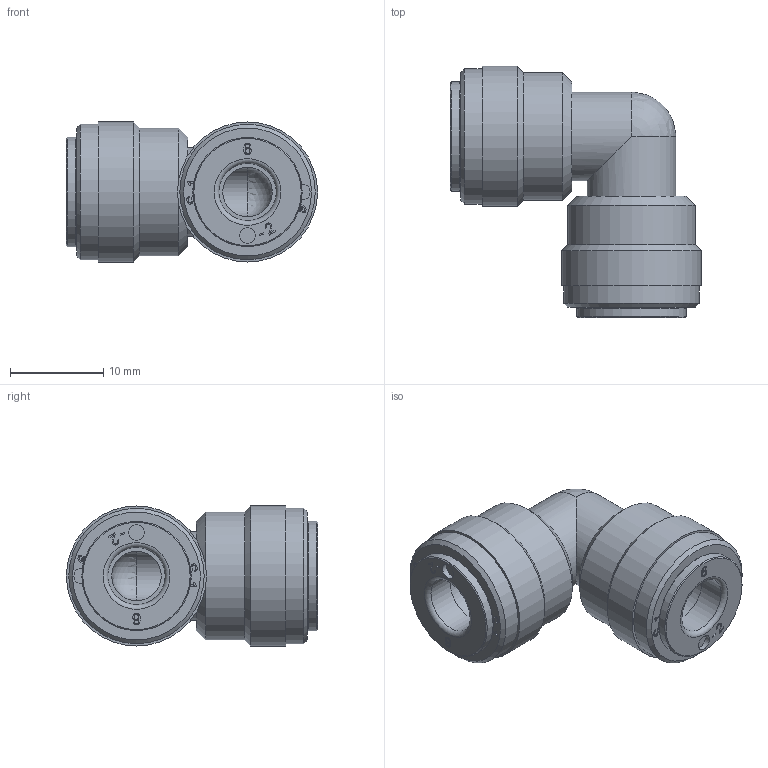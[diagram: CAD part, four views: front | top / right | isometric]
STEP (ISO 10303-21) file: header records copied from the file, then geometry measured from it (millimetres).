
FILE_DESCRIPTION(/* description */ (''),/* implementation_level */ '2;1');
FILE_NAME(/* name */ 'iqsl_60_le.stp',/* time_stamp */ '2018-10-31T09:16:07+01:00',/* author */ ('leitheußer'),/* organization */ (''),/* preprocessor_version */ 'ST-DEVELOPER v15.6',/* originating_system */ 'Autodesk Inventor LT ',/* authorisation */ '');
FILE_SCHEMA (('AUTOMOTIVE_DESIGN { 1 0 10303 214 3 1 1 }'));
Length unit declared in the file: millimetre
Products named in the file (1): WUL 06
Bounding box: 26.9 x 26.9 x 15 mm (x, y, z)
Volume: 4447.4 mm3; surface area: 4538.5 mm2
Topology: 5 solids, 5 shells, 250 faces, 601 edges, 389 vertices
Faces by surface type: bspline 110, plane 84, cylinder 26, cone 16, torus 12, sphere 2
Full cylindrical faces by diameter (mm): 1.7 x4, 5.3 x2, 6.15 x2, 6.2 x2, 7.9 x2, 9.2 x2, 9.5 x2, 11.7 x2, 13 x2, 13.7 x2, 14.5 x2, 15 x2
Entity records: 7736 total; most frequent: CARTESIAN_POINT 2813, ORIENTED_EDGE 1076, DIRECTION 682, EDGE_CURVE 538, VERTEX_POINT 384, EDGE_LOOP 346, FACE_OUTER_BOUND 250, ADVANCED_FACE 250
